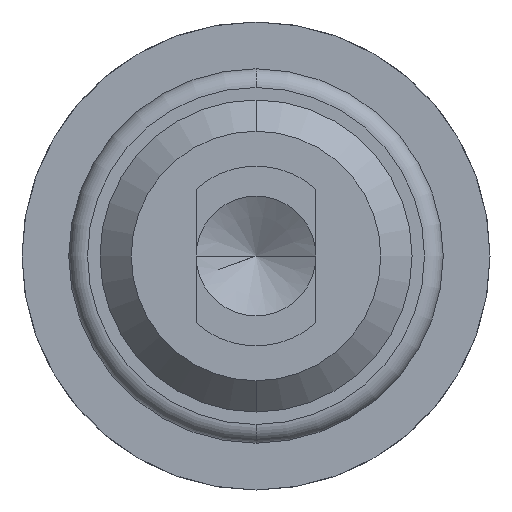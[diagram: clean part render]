
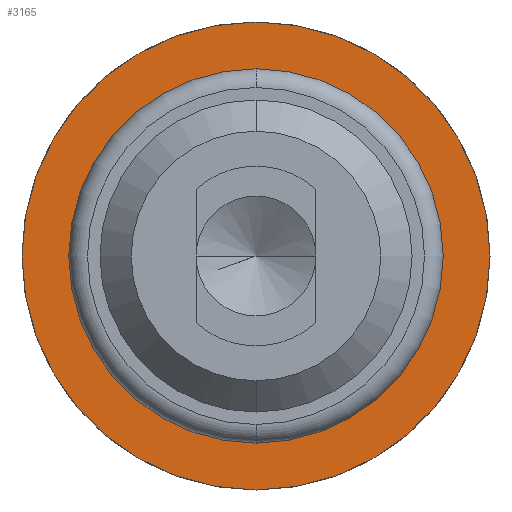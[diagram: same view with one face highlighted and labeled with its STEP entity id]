
A CAD part, front view. The second image highlights one B-rep face of the part: STEP entity #3165.
In plain terms, the highlighted planar face has unit normal (0, -1, 0).
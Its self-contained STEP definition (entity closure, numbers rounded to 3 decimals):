
#2 = AXIS2_PLACEMENT_3D ( 'NONE', #1902, #3431, #1508 ) ;
#7 = DIRECTION ( 'NONE',  ( 0., 0., -1. ) ) ;
#83 = EDGE_CURVE ( 'Defeature ausgef�hrt3_4+Defeature ausgef�hrt3_5+Defeature ausgef�hrt3_5+Defeature ausgef�hrt3_5', #1437, #3947, #645, .T. ) ;
#295 = AXIS2_PLACEMENT_3D ( 'NONE', #931, #908, #3686 ) ;
#336 = EDGE_CURVE ( 'Defeature ausgef�hrt3_5+Defeature ausgef�hrt3_6+Defeature ausgef�hrt3_6+Defeature ausgef�hrt3_6', #408, #4287, #4329, .T. ) ;
#408 = VERTEX_POINT ( 'NONE', #3356 ) ;
#477 = DIRECTION ( 'NONE',  ( 0., -1., 0. ) ) ;
#645 = CIRCLE ( 'NONE', #2, 1.5 ) ;
#728 = ORIENTED_EDGE ( 'NONE', *, *, #3319, .T. ) ;
#740 = CIRCLE ( 'NONE', #3545, 1.875 ) ;
#847 = EDGE_LOOP ( 'NONE', ( #1499, #728 ) ) ;
#908 = DIRECTION ( 'NONE',  ( 0., -1., 0. ) ) ;
#914 = CARTESIAN_POINT ( 'NONE',  ( 0., 20., 0. ) ) ;
#931 = CARTESIAN_POINT ( 'NONE',  ( 0., 20., 0. ) ) ;
#967 = CARTESIAN_POINT ( 'NONE',  ( 0., 20., 0. ) ) ;
#1393 = DIRECTION ( 'NONE',  ( 0., 0., -1. ) ) ;
#1437 = VERTEX_POINT ( 'NONE', #3269 ) ;
#1499 = ORIENTED_EDGE ( 'NONE', *, *, #336, .T. ) ;
#1508 = DIRECTION ( 'NONE',  ( 0., 0., -1. ) ) ;
#1662 = DIRECTION ( 'NONE',  ( 0., -1., 0. ) ) ;
#1720 = AXIS2_PLACEMENT_3D ( 'NONE', #3196, #477, #7 ) ;
#1902 = CARTESIAN_POINT ( 'NONE',  ( 0., 20., 0. ) ) ;
#1917 = CARTESIAN_POINT ( 'NONE',  ( 0., 20., -1.5 ) ) ;
#2002 = PLANE ( 'NONE',  #1720 ) ;
#2319 = FACE_BOUND ( 'NONE', #5012, .T. ) ;
#3165 = ADVANCED_FACE ( 'Defeature ausgef�hrt3_5', ( #3755, #2319 ), #2002, .T. ) ;
#3196 = CARTESIAN_POINT ( 'NONE',  ( 1.5, 20., 0. ) ) ;
#3269 = CARTESIAN_POINT ( 'NONE',  ( 0., 20., 1.5 ) ) ;
#3319 = EDGE_CURVE ( 'Defeature ausgef�hrt3_5+Defeature ausgef�hrt3_6+Defeature ausgef�hrt3_6+Defeature ausgef�hrt3_6', #4287, #408, #740, .T. ) ;
#3333 = CARTESIAN_POINT ( 'NONE',  ( 0., 20., 1.875 ) ) ;
#3356 = CARTESIAN_POINT ( 'NONE',  ( 0., 20., -1.875 ) ) ;
#3431 = DIRECTION ( 'NONE',  ( 0., -1., 0. ) ) ;
#3448 = ORIENTED_EDGE ( 'NONE', *, *, #4825, .F. ) ;
#3545 = AXIS2_PLACEMENT_3D ( 'NONE', #967, #3754, #1393 ) ;
#3622 = CIRCLE ( 'NONE', #295, 1.5 ) ;
#3686 = DIRECTION ( 'NONE',  ( 0., 0., -1. ) ) ;
#3754 = DIRECTION ( 'NONE',  ( 0., -1., 0. ) ) ;
#3755 = FACE_OUTER_BOUND ( 'NONE', #847, .T. ) ;
#3931 = AXIS2_PLACEMENT_3D ( 'NONE', #914, #1662, #4805 ) ;
#3947 = VERTEX_POINT ( 'NONE', #1917 ) ;
#3972 = ORIENTED_EDGE ( 'NONE', *, *, #83, .F. ) ;
#4287 = VERTEX_POINT ( 'NONE', #3333 ) ;
#4329 = CIRCLE ( 'NONE', #3931, 1.875 ) ;
#4805 = DIRECTION ( 'NONE',  ( 0., 0., -1. ) ) ;
#4825 = EDGE_CURVE ( 'Defeature ausgef�hrt3_4+Defeature ausgef�hrt3_5+Defeature ausgef�hrt3_5+Defeature ausgef�hrt3_5', #3947, #1437, #3622, .T. ) ;
#5012 = EDGE_LOOP ( 'NONE', ( #3448, #3972 ) ) ;
